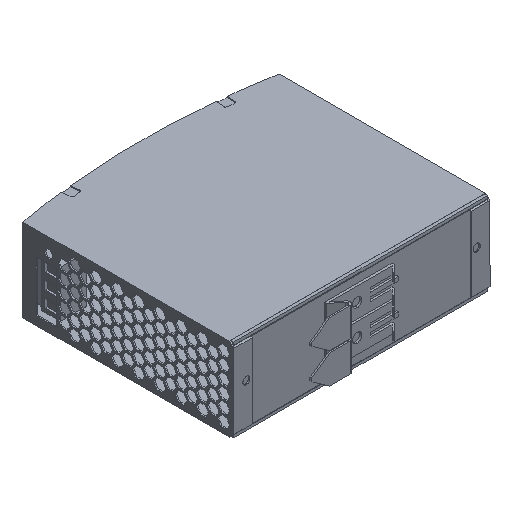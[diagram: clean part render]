
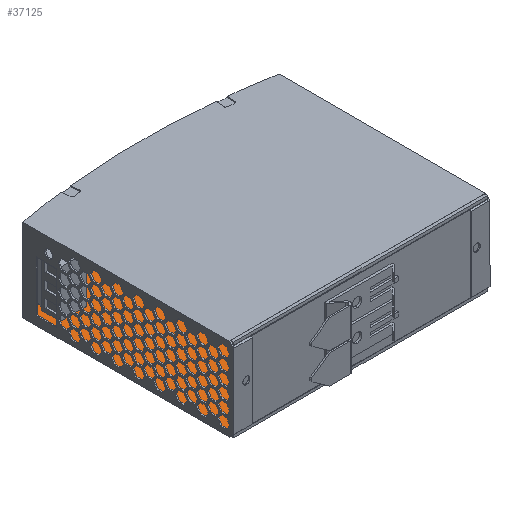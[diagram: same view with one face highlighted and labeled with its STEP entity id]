
A CAD part, isometric view. The second image highlights one B-rep face of the part: STEP entity #37125.
In plain terms, the highlighted planar face has unit normal (0, 0, 1).
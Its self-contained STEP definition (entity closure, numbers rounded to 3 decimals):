
#4 = DIRECTION ( 'NONE',  ( 0., 0., -1. ) ) ;
#1012 = ORIENTED_EDGE ( 'NONE', *, *, #44228, .T. ) ;
#1016 = VERTEX_POINT ( 'NONE', #31287 ) ;
#2274 = LINE ( 'NONE', #45374, #9701 ) ;
#3609 = CARTESIAN_POINT ( 'NONE',  ( -62., -25.072, 1.5 ) ) ;
#5961 = EDGE_CURVE ( 'NONE', #44128, #42044, #6921, .T. ) ;
#6576 = AXIS2_PLACEMENT_3D ( 'NONE', #7082, #4, #43357 ) ;
#6921 = LINE ( 'NONE', #32807, #13573 ) ;
#7082 = CARTESIAN_POINT ( 'NONE',  ( 0., -369.537, 1.5 ) ) ;
#9701 = VECTOR ( 'NONE', #20629, 1000. ) ;
#13487 = DIRECTION ( 'NONE',  ( -1., 0., 0. ) ) ;
#13573 = VECTOR ( 'NONE', #29273, 1000. ) ;
#16021 = EDGE_LOOP ( 'NONE', ( #25651, #1012, #36783, #24363 ) ) ;
#16841 = AXIS2_PLACEMENT_3D ( 'NONE', #42696, #35389, #13487 ) ;
#20629 = DIRECTION ( 'NONE',  ( -1., 0., 0. ) ) ;
#24363 = ORIENTED_EDGE ( 'NONE', *, *, #39978, .F. ) ;
#25651 = ORIENTED_EDGE ( 'NONE', *, *, #5961, .T. ) ;
#27377 = CIRCLE ( 'NONE', #16841, 350. ) ;
#28278 = PLANE ( 'NONE',  #6576 ) ;
#28971 = FACE_OUTER_BOUND ( 'NONE', #16021, .T. ) ;
#29273 = DIRECTION ( 'NONE',  ( 0., 1., 0. ) ) ;
#30720 = VECTOR ( 'NONE', #31389, 1000. ) ;
#31131 = EDGE_CURVE ( 'NONE', #33900, #1016, #45995, .T. ) ;
#31287 = CARTESIAN_POINT ( 'NONE',  ( -62., -125.379, 1.5 ) ) ;
#31389 = DIRECTION ( 'NONE',  ( 0., -1., 0. ) ) ;
#32807 = CARTESIAN_POINT ( 'NONE',  ( 62., -369.537, 1.5 ) ) ;
#33900 = VERTEX_POINT ( 'NONE', #3609 ) ;
#34453 = CARTESIAN_POINT ( 'NONE',  ( 62., -125.379, 1.5 ) ) ;
#35389 = DIRECTION ( 'NONE',  ( 0., 0., 1. ) ) ;
#36783 = ORIENTED_EDGE ( 'NONE', *, *, #31131, .T. ) ;
#37125 = ADVANCED_FACE ( 'NONE', ( #28971 ), #28278, .F. ) ;
#39978 = EDGE_CURVE ( 'NONE', #44128, #1016, #2274, .T. ) ;
#40065 = CARTESIAN_POINT ( 'NONE',  ( 62., -25.072, 1.5 ) ) ;
#42044 = VERTEX_POINT ( 'NONE', #40065 ) ;
#42696 = CARTESIAN_POINT ( 'NONE',  ( 0., -369.537, 1.5 ) ) ;
#43357 = DIRECTION ( 'NONE',  ( -1., 0., 0. ) ) ;
#44128 = VERTEX_POINT ( 'NONE', #34453 ) ;
#44228 = EDGE_CURVE ( 'NONE', #42044, #33900, #27377, .T. ) ;
#45295 = CARTESIAN_POINT ( 'NONE',  ( -62., -369.537, 1.5 ) ) ;
#45374 = CARTESIAN_POINT ( 'NONE',  ( 0., -125.379, 1.5 ) ) ;
#45995 = LINE ( 'NONE', #45295, #30720 ) ;
